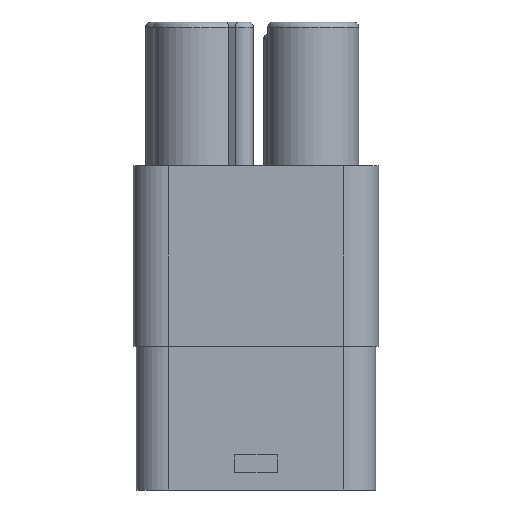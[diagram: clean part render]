
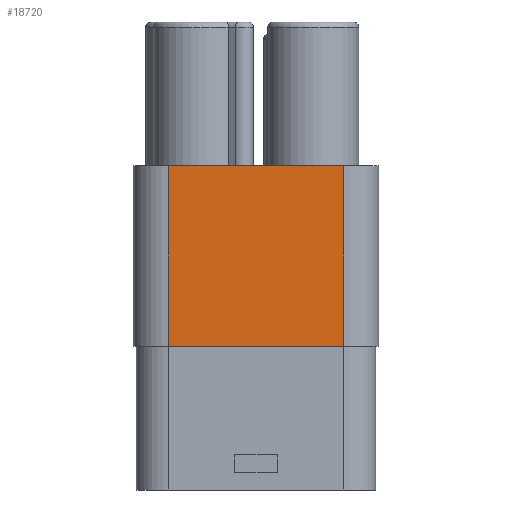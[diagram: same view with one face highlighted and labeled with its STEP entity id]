
A CAD part, left-side view. The second image highlights one B-rep face of the part: STEP entity #18720.
In plain terms, the highlighted face is planar.
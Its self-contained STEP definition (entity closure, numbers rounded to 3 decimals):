
#680=CARTESIAN_POINT('',(26.797,73.355,-17.7));
#690=VERTEX_POINT('',#680);
#720=CARTESIAN_POINT('',(26.797,73.355,0.));
#730=DIRECTION('',(0.,0.,1.));
#740=VECTOR('',#730,1.);
#750=LINE('',#720,#740);
#760=CARTESIAN_POINT('',(26.797,73.355,-2.3));
#770=VERTEX_POINT('',#760);
#780=EDGE_CURVE('',#690,#770,#750,.T.);
#1070=CARTESIAN_POINT('',(41.797,73.355,-17.7));
#1080=VERTEX_POINT('',#1070);
#1260=CARTESIAN_POINT('',(41.797,73.355,-2.3));
#1270=VERTEX_POINT('',#1260);
#1300=CARTESIAN_POINT('',(41.797,73.355,0.));
#1310=DIRECTION('',(0.,0.,-1.));
#1320=VECTOR('',#1310,1.);
#1330=LINE('',#1300,#1320);
#1340=EDGE_CURVE('',#1270,#1080,#1330,.T.);
#14800=CARTESIAN_POINT('',(0.,73.355,-17.7));
#14810=DIRECTION('',(1.,0.,0.));
#14820=VECTOR('',#14810,1.);
#14830=LINE('',#14800,#14820);
#14840=EDGE_CURVE('',#690,#1080,#14830,.T.);
#18560=CARTESIAN_POINT('',(-7.387,73.355,51.933));
#18570=DIRECTION('',(0.,-1.,0.));
#18580=DIRECTION('',(0.,0.,-1.));
#18590=AXIS2_PLACEMENT_3D('',#18560,#18570,#18580);
#18600=PLANE('',#18590);
#18610=CARTESIAN_POINT('',(0.,73.355,-2.3));
#18620=DIRECTION('',(-1.,0.,0.));
#18630=VECTOR('',#18620,1.);
#18640=LINE('',#18610,#18630);
#18650=EDGE_CURVE('',#1270,#770,#18640,.T.);
#18660=ORIENTED_EDGE('',*,*,#18650,.F.);
#18670=ORIENTED_EDGE('',*,*,#780,.T.);
#18680=ORIENTED_EDGE('',*,*,#14840,.F.);
#18690=ORIENTED_EDGE('',*,*,#1340,.T.);
#18700=EDGE_LOOP('',(#18690,#18680,#18670,#18660));
#18710=FACE_OUTER_BOUND('',#18700,.T.);
#18720=ADVANCED_FACE('',(#18710),#18600,.F.);
